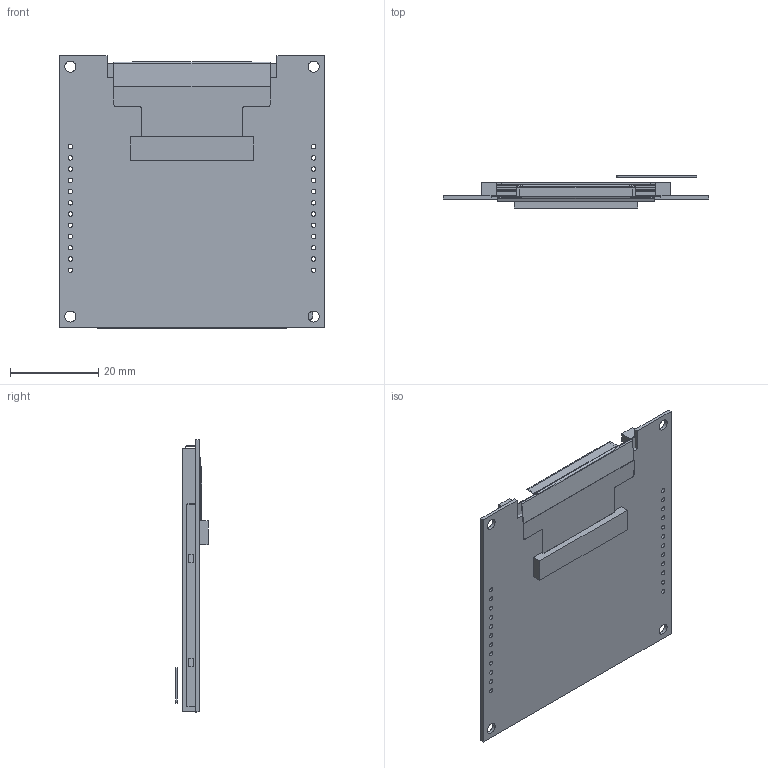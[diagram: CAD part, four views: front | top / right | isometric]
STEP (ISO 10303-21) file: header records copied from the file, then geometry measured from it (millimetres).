
FILE_DESCRIPTION((''),'2;1');
FILE_NAME('AG56B-DAS1_ASM','2013-06-07T',('user31'),(''),'PRO/ENGINEER BY PARAMETRIC TECHNOLOGY CORPORATION, 2010100','PRO/ENGINEER BY PARAMETRIC TECHNOLOGY CORPORATION, 2010100','');
FILE_SCHEMA(('CONFIG_CONTROL_DESIGN'));
Length unit declared in the file: millimetre
Products named in the file (9): PCB; BL; 1; COG; 2; 3; FPC; BZ; AG56B-DAS1_ASM
Assembly tree (8 placements, depth 2):
  AG56B-DAS1_ASM
    PCB
    BL
    1
    COG
    2
    3
    FPC
    BZ
Bounding box: 60 x 7.3 x 61.7 mm (x, y, z)
Volume: 9888.9 mm3; surface area: 70390.8 mm2
Topology: 7 solids, 14 shells, 652 faces, 1794 edges, 1196 vertices
Faces by surface type: plane 496, cylinder 156
Entity records: 21141 total; most frequent: CARTESIAN_POINT 3733, ORIENTED_EDGE 3588, DIRECTION 3454, EDGE_CURVE 1794, VECTOR 1480, LINE 1480, VERTEX_POINT 1196, AXIS2_PLACEMENT_3D 987
